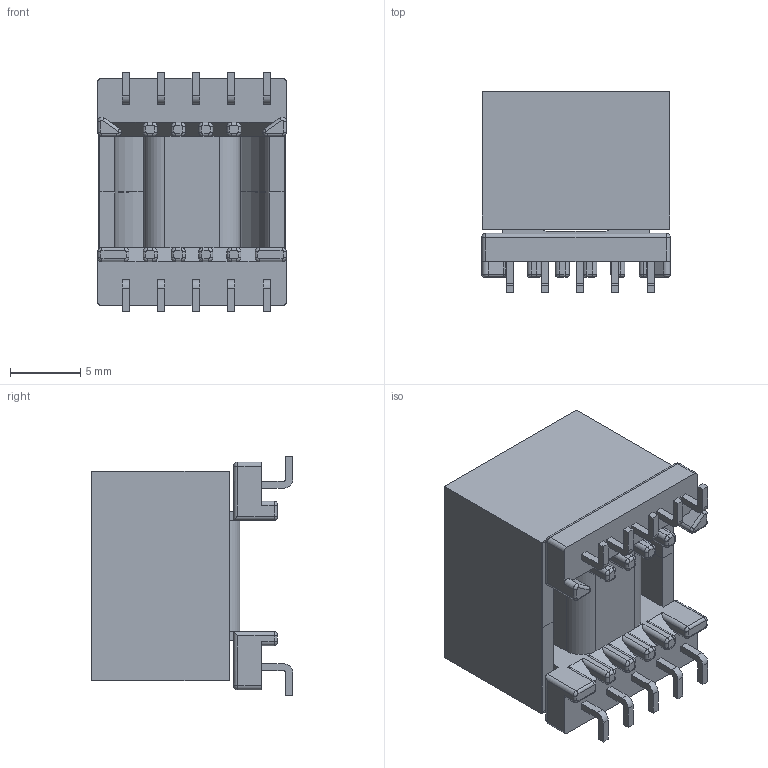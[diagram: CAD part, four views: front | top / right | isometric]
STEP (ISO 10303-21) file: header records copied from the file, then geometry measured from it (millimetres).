
FILE_DESCRIPTION(('OneSpaceDesigner STEP Export'),'2;1');
FILE_NAME('EPD13_2021_03_18.stp','2021-03-18T16:28:24',(''),(''),'OneSpace Designer STEP processor for AP214 (Solid Model)','OneSpace Designer 13.01 05-Feb-2005 (C) CoCreate Software GmbH','');
FILE_SCHEMA(('AUTOMOTIVE_DESIGN { 1 0 10303 214 1 1 1 1 }'));
Length unit declared in the file: millimetre
Products named in the file (4): TAPE; EPD13_core.1; EPD13_bobbin; a1
Assembly tree (4 placements, depth 2):
  a1
    EPD13_bobbin
    EPD13_core.1  x2
    TAPE
Bounding box: 13.4 x 14.3 x 17 mm (x, y, z)
Volume: 1824.4 mm3; surface area: 3655.5 mm2
Topology: 4 solids, 4 shells, 376 faces, 938 edges, 576 vertices
Faces by surface type: plane 184, cylinder 140, torus 48, sphere 4
Entity records: 10532 total; most frequent: DIRECTION 1879, ORIENTED_EDGE 1784, CARTESIAN_POINT 1771, EDGE_CURVE 892, AXIS2_PLACEMENT_3D 656, VECTOR 567, LINE 567, VERTEX_POINT 548
